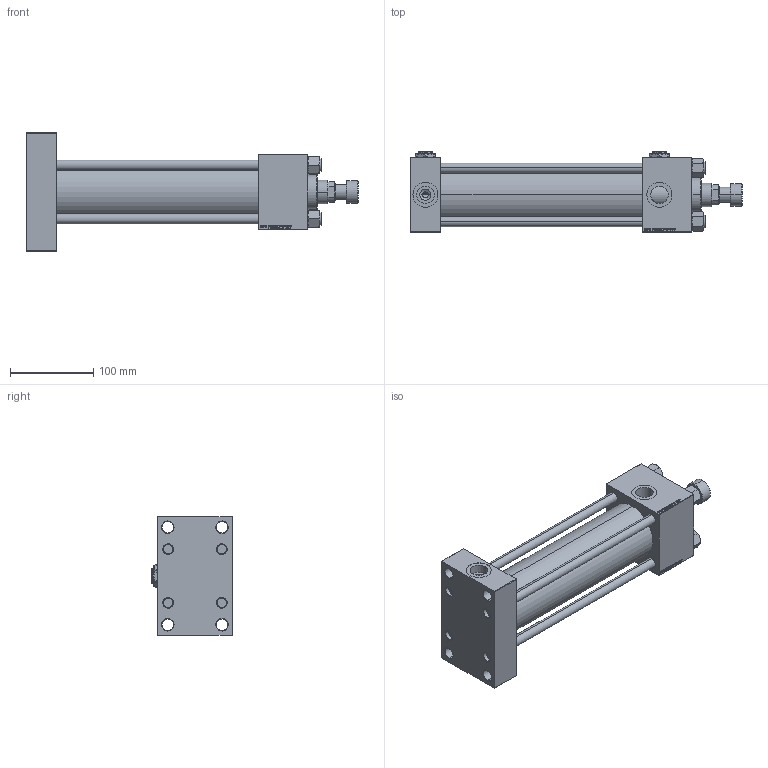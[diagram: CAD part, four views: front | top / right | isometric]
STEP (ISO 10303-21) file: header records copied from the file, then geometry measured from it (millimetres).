
FILE_DESCRIPTION (( 'STEP AP203' ), '1' );
FILE_NAME ('26fc.STEP', '2023-08-23T01:03:37', ( '' ), ( '' ), 'SwSTEP 2.0', 'SolidWorks 2019', '' );
FILE_SCHEMA (( 'CONFIG_CONTROL_DESIGN' ));
Length unit declared in the file: millimetre
Products named in the file (8): V215CR_ROD_END_F 5aa68ba75e426021a1588ce5a6a9ce73; Zatka_pro_OIL_PORT 5aa68ba75e426021a1588ce5a6a9ce73; NUT_M5_E 5aa68ba75e426021a1588ce5a6a9ce73; 26fc; V215CR_E_Body 5aa68ba75e426021a1588ce5a6a9ce73; V215CR_TYCINKA_E 5aa68ba75e426021a1588ce5a6a9ce73; V215CR_VCP_E 5aa68ba75e426021a1588ce5a6a9ce73; V215_VC_A 5aa68ba75e426021a1588ce5a6a9ce73
Assembly tree (14 placements, depth 2):
  26fc
    V215CR_E_Body 5aa68ba75e426021a1588ce5a6a9ce73
    V215CR_VCP_E 5aa68ba75e426021a1588ce5a6a9ce73
    V215CR_TYCINKA_E 5aa68ba75e426021a1588ce5a6a9ce73  x4
    NUT_M5_E 5aa68ba75e426021a1588ce5a6a9ce73  x4
    V215_VC_A 5aa68ba75e426021a1588ce5a6a9ce73
    V215CR_ROD_END_F 5aa68ba75e426021a1588ce5a6a9ce73
    Zatka_pro_OIL_PORT 5aa68ba75e426021a1588ce5a6a9ce73  x2
Bounding box: 398 x 97 x 142 mm (x, y, z)
Volume: 1419285.8 mm3; surface area: 334250.6 mm2
Topology: 14 solids, 14 shells, 1251 faces, 3122 edges, 2010 vertices
Faces by surface type: plane 550, bspline 392, cone 196, cylinder 101, torus 12
Entity records: 52563 total; most frequent: CARTESIAN_POINT 27786, ORIENTED_EDGE 5544, DIRECTION 3608, EDGE_CURVE 2772, VERTEX_POINT 1808, LINE 1614, VECTOR 1614, EDGE_LOOP 1230
